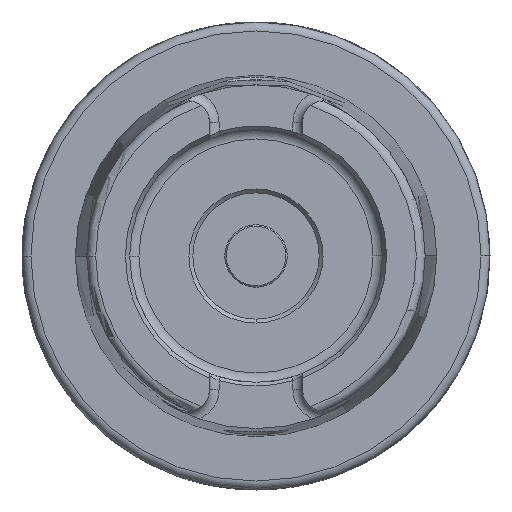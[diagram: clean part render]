
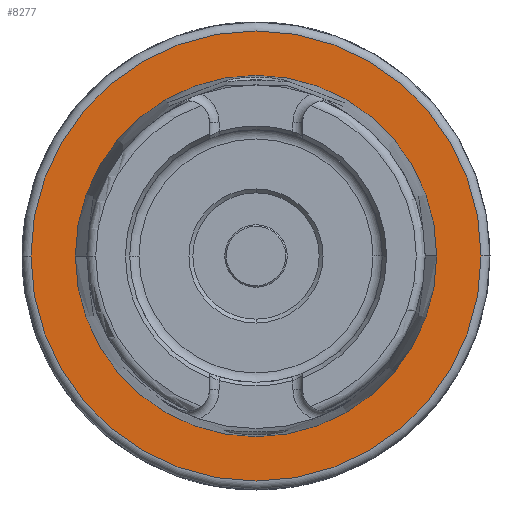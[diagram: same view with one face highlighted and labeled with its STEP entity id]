
A CAD part, left-side view. The second image highlights one B-rep face of the part: STEP entity #8277.
In plain terms, the highlighted planar face has unit normal (-1, 0, 0).
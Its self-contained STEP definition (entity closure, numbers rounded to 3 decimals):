
#155 = CARTESIAN_POINT ( 'NONE',  ( 0., -24.321, 0. ) ) ;
#236 = CIRCLE ( 'NONE', #301, 24.321 ) ;
#288 = CARTESIAN_POINT ( 'NONE',  ( 0., 24.321, 0. ) ) ;
#298 = DIRECTION ( 'NONE',  ( 0., 1., 0. ) ) ;
#299 = DIRECTION ( 'NONE',  ( 1., 0., 0. ) ) ;
#300 = CARTESIAN_POINT ( 'NONE',  ( 0., 0., 0. ) ) ;
#301 = AXIS2_PLACEMENT_3D ( 'NONE', #300, #299, #298 ) ;
#1218 = EDGE_CURVE ( 'NONE', #1226, #1231, #10588, .T. ) ;
#1226 = VERTEX_POINT ( 'NONE', #10628 ) ;
#1231 = VERTEX_POINT ( 'NONE', #10616 ) ;
#1629 = EDGE_LOOP ( 'NONE', ( #8278, #8279 ) ) ;
#2591 = CARTESIAN_POINT ( 'NONE',  ( 0., 0., 0. ) ) ;
#2592 = AXIS2_PLACEMENT_3D ( 'NONE', #2591, #2653, #2652 ) ;
#2593 = DIRECTION ( 'NONE',  ( 0., -1., 0. ) ) ;
#2594 = DIRECTION ( 'NONE',  ( -1., 0., 0. ) ) ;
#2595 = CARTESIAN_POINT ( 'NONE',  ( 0., 24.321, 0. ) ) ;
#2596 = CIRCLE ( 'NONE', #2592, 30.3 ) ;
#2597 = AXIS2_PLACEMENT_3D ( 'NONE', #2595, #2594, #2593 ) ;
#2598 = PLANE ( 'NONE',  #2597 ) ;
#2599 = FACE_OUTER_BOUND ( 'NONE', #8280, .T. ) ;
#2603 = FACE_BOUND ( 'NONE', #1629, .T. ) ;
#2652 = DIRECTION ( 'NONE',  ( 0., 1., 0. ) ) ;
#2653 = DIRECTION ( 'NONE',  ( 1., 0., 0. ) ) ;
#7253 = EDGE_CURVE ( 'NONE', #7538, #7577, #12604, .T. ) ;
#7538 = VERTEX_POINT ( 'NONE', #155 ) ;
#7568 = EDGE_CURVE ( 'NONE', #7577, #7538, #236, .T. ) ;
#7577 = VERTEX_POINT ( 'NONE', #288 ) ;
#8277 = ADVANCED_FACE ( 'NONE', ( #2603, #2599 ), #2598, .T. ) ;
#8278 = ORIENTED_EDGE ( 'NONE', *, *, #7568, .T. ) ;
#8279 = ORIENTED_EDGE ( 'NONE', *, *, #7253, .T. ) ;
#8280 = EDGE_LOOP ( 'NONE', ( #8281, #8282 ) ) ;
#8281 = ORIENTED_EDGE ( 'NONE', *, *, #1218, .F. ) ;
#8282 = ORIENTED_EDGE ( 'NONE', *, *, #8283, .F. ) ;
#8283 = EDGE_CURVE ( 'NONE', #1231, #1226, #2596, .T. ) ;
#10584 = DIRECTION ( 'NONE',  ( 0., 1., 0. ) ) ;
#10585 = DIRECTION ( 'NONE',  ( 1., 0., 0. ) ) ;
#10586 = CARTESIAN_POINT ( 'NONE',  ( 0., 0., 0. ) ) ;
#10587 = AXIS2_PLACEMENT_3D ( 'NONE', #10586, #10585, #10584 ) ;
#10588 = CIRCLE ( 'NONE', #10587, 30.3 ) ;
#10616 = CARTESIAN_POINT ( 'NONE',  ( 0., -30.3, 0. ) ) ;
#10628 = CARTESIAN_POINT ( 'NONE',  ( 0., 30.3, 0. ) ) ;
#12600 = DIRECTION ( 'NONE',  ( 0., 1., 0. ) ) ;
#12601 = DIRECTION ( 'NONE',  ( 1., 0., 0. ) ) ;
#12602 = CARTESIAN_POINT ( 'NONE',  ( 0., 0., 0. ) ) ;
#12603 = AXIS2_PLACEMENT_3D ( 'NONE', #12602, #12601, #12600 ) ;
#12604 = CIRCLE ( 'NONE', #12603, 24.321 ) ;
